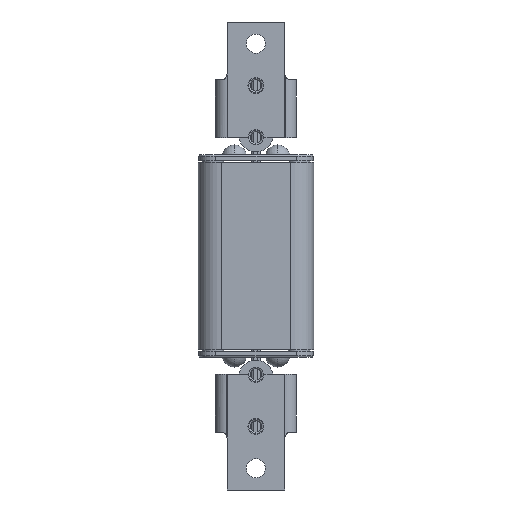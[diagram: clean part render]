
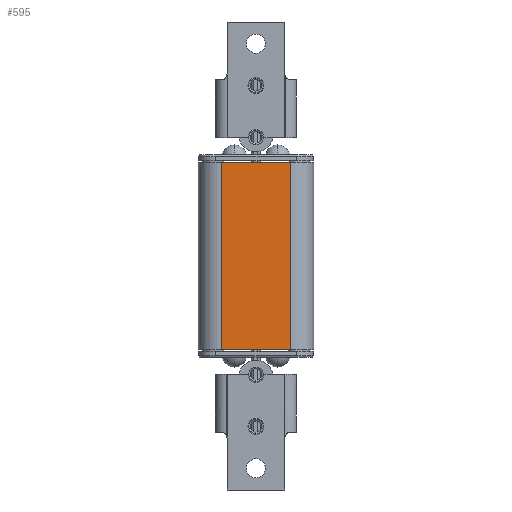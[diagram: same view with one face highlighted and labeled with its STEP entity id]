
A CAD part, front view. The second image highlights one B-rep face of the part: STEP entity #595.
In plain terms, the highlighted planar face has unit normal (0, -1, 0).
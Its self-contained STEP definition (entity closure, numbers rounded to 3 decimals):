
#595 = ADVANCED_FACE ( 'NONE', ( #7103 ), #7102, .T. ) ;
#596 = EDGE_LOOP ( 'NONE', ( #597, #600, #651, #653 ) ) ;
#597 = ORIENTED_EDGE ( 'NONE', *, *, #598, .T. ) ;
#598 = EDGE_CURVE ( 'NONE', #619, #599, #7097, .T. ) ;
#599 = VERTEX_POINT ( 'NONE', #7093 ) ;
#600 = ORIENTED_EDGE ( 'NONE', *, *, #601, .T. ) ;
#601 = EDGE_CURVE ( 'NONE', #599, #602, #7092, .T. ) ;
#602 = VERTEX_POINT ( 'NONE', #7088 ) ;
#619 = VERTEX_POINT ( 'NONE', #7118 ) ;
#651 = ORIENTED_EDGE ( 'NONE', *, *, #652, .F. ) ;
#652 = EDGE_CURVE ( 'NONE', #670, #602, #7243, .T. ) ;
#653 = ORIENTED_EDGE ( 'NONE', *, *, #669, .T. ) ;
#669 = EDGE_CURVE ( 'NONE', #670, #619, #7274, .T. ) ;
#670 = VERTEX_POINT ( 'NONE', #7270 ) ;
#7088 = CARTESIAN_POINT ( 'NONE',  ( -125.336, -9.583, 32.5 ) ) ;
#7089 = DIRECTION ( 'NONE',  ( 0., 0., 1. ) ) ;
#7090 = VECTOR ( 'NONE', #7089, 1000. ) ;
#7091 = CARTESIAN_POINT ( 'NONE',  ( -125.336, -9.583, -32.5 ) ) ;
#7092 = LINE ( 'NONE', #7091, #7090 ) ;
#7093 = CARTESIAN_POINT ( 'NONE',  ( -125.336, -9.583, -32.5 ) ) ;
#7094 = DIRECTION ( 'NONE',  ( 1., 0., 0. ) ) ;
#7095 = VECTOR ( 'NONE', #7094, 1000. ) ;
#7096 = CARTESIAN_POINT ( 'NONE',  ( -157.336, -9.583, -32.5 ) ) ;
#7097 = LINE ( 'NONE', #7096, #7095 ) ;
#7098 = DIRECTION ( 'NONE',  ( 0., 0., -1. ) ) ;
#7099 = DIRECTION ( 'NONE',  ( 0., -1., 0. ) ) ;
#7100 = CARTESIAN_POINT ( 'NONE',  ( -157.336, -9.583, -32.5 ) ) ;
#7101 = AXIS2_PLACEMENT_3D ( 'NONE', #7100, #7099, #7098 ) ;
#7102 = PLANE ( 'NONE',  #7101 ) ;
#7103 = FACE_OUTER_BOUND ( 'NONE', #596, .T. ) ;
#7118 = CARTESIAN_POINT ( 'NONE',  ( -149.336, -9.583, -32.5 ) ) ;
#7240 = DIRECTION ( 'NONE',  ( 1., 0., 0. ) ) ;
#7241 = VECTOR ( 'NONE', #7240, 1000. ) ;
#7242 = CARTESIAN_POINT ( 'NONE',  ( -157.336, -9.583, 32.5 ) ) ;
#7243 = LINE ( 'NONE', #7242, #7241 ) ;
#7270 = CARTESIAN_POINT ( 'NONE',  ( -149.336, -9.583, 32.5 ) ) ;
#7271 = DIRECTION ( 'NONE',  ( 0., 0., -1. ) ) ;
#7272 = VECTOR ( 'NONE', #7271, 1000. ) ;
#7273 = CARTESIAN_POINT ( 'NONE',  ( -149.336, -9.583, -32.5 ) ) ;
#7274 = LINE ( 'NONE', #7273, #7272 ) ;
